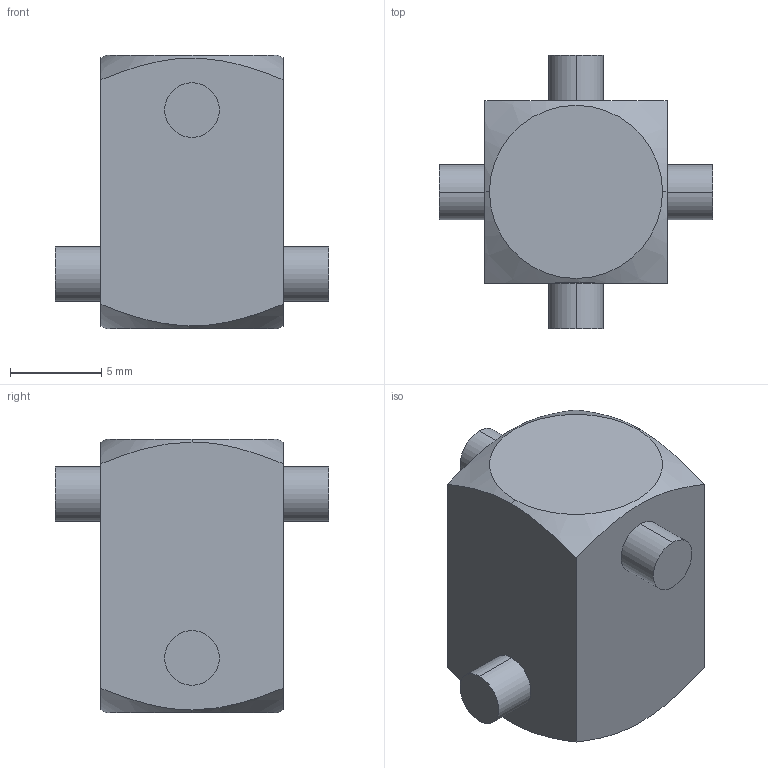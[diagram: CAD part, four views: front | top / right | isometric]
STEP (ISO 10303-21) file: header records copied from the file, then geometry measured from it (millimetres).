
FILE_DESCRIPTION (( 'STEP AP203' ), '1' );
FILE_NAME ('JointUnion_Varsayilan_sldprt.STEP', '2023-08-21T18:00:46', ( '' ), ( '' ), 'SwSTEP 2.0', 'SolidWorks 2023', '' );
FILE_SCHEMA (( 'CONFIG_CONTROL_DESIGN' ));
Length unit declared in the file: millimetre
Products named in the file (1): JointUnion_Varsayilan_sldprt
Bounding box: 15 x 15 x 15 mm (x, y, z)
Volume: 1547.8 mm3; surface area: 857.6 mm2
Topology: 1 solids, 1 shells, 22 faces, 48 edges, 32 vertices
Faces by surface type: plane 10, cylinder 8, cone 4
Entity records: 757 total; most frequent: CARTESIAN_POINT 195, DIRECTION 102, ORIENTED_EDGE 96, EDGE_CURVE 48, AXIS2_PLACEMENT_3D 43, VERTEX_POINT 32, EDGE_LOOP 26, ADVANCED_FACE 22
